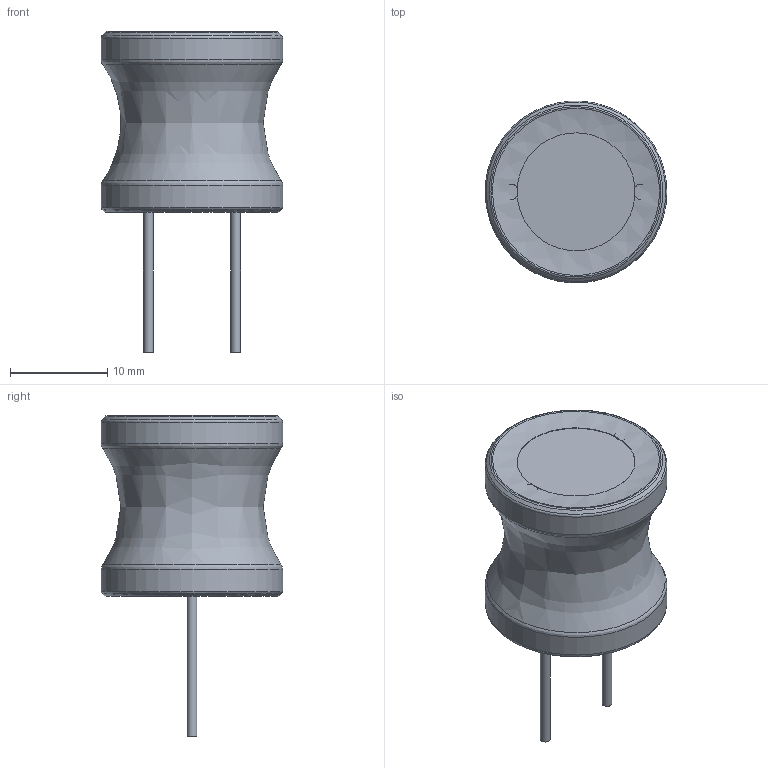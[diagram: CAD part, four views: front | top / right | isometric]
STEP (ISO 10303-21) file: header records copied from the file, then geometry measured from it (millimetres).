
FILE_DESCRIPTION( ('This file contains a STEP AP42 implementation' ,'as created by ZW3D STEP Interface translator.') ,'2;1' );
FILE_NAME( 'PV1823-L.stp' ,'14 925.1327 1', (''), ('ZWCAD Software Co.'), 'Version 1.0', 'ZW3D to STEP translator', '' );
FILE_SCHEMA( ('CONFIG_CONTROL_DESIGN') );
Length unit declared in the file: millimetre
Products named in the file (1): 0
Bounding box: 18.73 x 18.7 x 33.09 mm (x, y, z)
Volume: 1991.8 mm3; surface area: 2889.4 mm2
Topology: 3 solids, 4 shells, 57 faces, 128 edges, 81 vertices
Faces by surface type: bspline 57
Entity records: 1999 total; most frequent: CARTESIAN_POINT 1253, ORIENTED_EDGE 254, EDGE_CURVE 128, VERTEX_POINT 81, EDGE_LOOP 61, B_SPLINE_CURVE_WITH_KNOTS 58, FACE_OUTER_BOUND 57, ADVANCED_FACE 57
